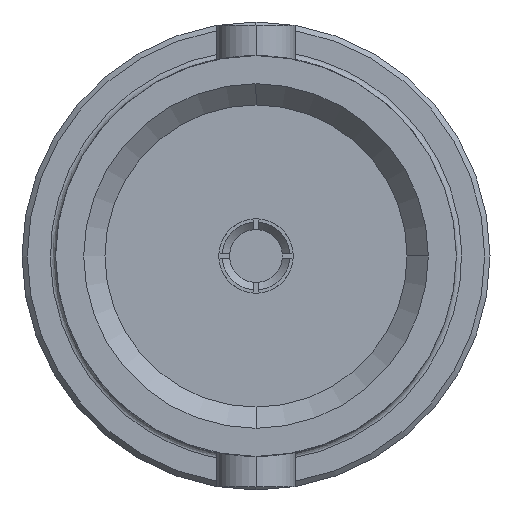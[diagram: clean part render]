
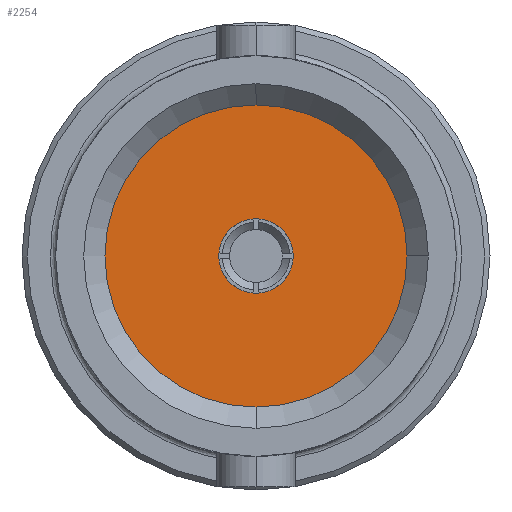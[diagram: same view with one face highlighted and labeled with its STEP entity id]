
A CAD part, left-side view. The second image highlights one B-rep face of the part: STEP entity #2254.
In plain terms, the highlighted planar face has unit normal (-1, 0, 0).
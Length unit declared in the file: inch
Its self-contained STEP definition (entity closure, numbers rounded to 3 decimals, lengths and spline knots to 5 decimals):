
#182 = DIRECTION ( 'NONE',  ( 1., 0., 0. ) ) ;
#230 = VERTEX_POINT ( 'NONE', #1086 ) ;
#326 = CIRCLE ( 'NONE', #1998, 0.1425 ) ;
#331 = DIRECTION ( 'NONE',  ( 0., -1., 0. ) ) ;
#380 = ORIENTED_EDGE ( 'NONE', *, *, #1880, .T. ) ;
#387 = CARTESIAN_POINT ( 'NONE',  ( 1.20527, 0., -0.1425 ) ) ;
#473 = CARTESIAN_POINT ( 'NONE',  ( 1.20527, 0., -0.035 ) ) ;
#496 = DIRECTION ( 'NONE',  ( 0., -1., 0. ) ) ;
#516 = DIRECTION ( 'NONE',  ( -1., 0., 0. ) ) ;
#531 = EDGE_CURVE ( 'NONE', #1911, #602, #1647, .T. ) ;
#583 = PLANE ( 'NONE',  #1022 ) ;
#602 = VERTEX_POINT ( 'NONE', #387 ) ;
#654 = CARTESIAN_POINT ( 'NONE',  ( 1.20527, 0., 0. ) ) ;
#716 = ORIENTED_EDGE ( 'NONE', *, *, #531, .T. ) ;
#806 = DIRECTION ( 'NONE',  ( -1., 0., 0. ) ) ;
#826 = CARTESIAN_POINT ( 'NONE',  ( 1.20527, 0., 0. ) ) ;
#833 = AXIS2_PLACEMENT_3D ( 'NONE', #1206, #2260, #3282 ) ;
#870 = FACE_BOUND ( 'NONE', #4098, .T. ) ;
#1022 = AXIS2_PLACEMENT_3D ( 'NONE', #2880, #516, #2554 ) ;
#1060 = DIRECTION ( 'NONE',  ( 0., 1., 0. ) ) ;
#1086 = CARTESIAN_POINT ( 'NONE',  ( 1.20527, 0.035, 0. ) ) ;
#1113 = DIRECTION ( 'NONE',  ( 0., -1., 0. ) ) ;
#1122 = CARTESIAN_POINT ( 'NONE',  ( 1.20527, 0., 0. ) ) ;
#1206 = CARTESIAN_POINT ( 'NONE',  ( 1.20527, 0., 0. ) ) ;
#1292 = AXIS2_PLACEMENT_3D ( 'NONE', #654, #1989, #331 ) ;
#1355 = ORIENTED_EDGE ( 'NONE', *, *, #3475, .T. ) ;
#1416 = DIRECTION ( 'NONE',  ( 1., 0., 0. ) ) ;
#1461 = ORIENTED_EDGE ( 'NONE', *, *, #2348, .T. ) ;
#1462 = CARTESIAN_POINT ( 'NONE',  ( 1.20527, 0., 0.035 ) ) ;
#1521 = DIRECTION ( 'NONE',  ( 0., 1., 0. ) ) ;
#1647 = CIRCLE ( 'NONE', #1292, 0.1425 ) ;
#1658 = AXIS2_PLACEMENT_3D ( 'NONE', #3350, #1416, #1060 ) ;
#1880 = EDGE_CURVE ( 'NONE', #2763, #1911, #326, .T. ) ;
#1911 = VERTEX_POINT ( 'NONE', #2425 ) ;
#1989 = DIRECTION ( 'NONE',  ( -1., 0., 0. ) ) ;
#1998 = AXIS2_PLACEMENT_3D ( 'NONE', #2797, #806, #1113 ) ;
#2042 = CARTESIAN_POINT ( 'NONE',  ( 1.20527, -0.1425, 0. ) ) ;
#2162 = DIRECTION ( 'NONE',  ( -1., 0., 0. ) ) ;
#2254 = ADVANCED_FACE ( 'NONE', ( #2860, #870 ), #583, .T. ) ;
#2260 = DIRECTION ( 'NONE',  ( 1., 0., 0. ) ) ;
#2348 = EDGE_CURVE ( 'NONE', #602, #2763, #2773, .T. ) ;
#2368 = AXIS2_PLACEMENT_3D ( 'NONE', #1122, #182, #1521 ) ;
#2425 = CARTESIAN_POINT ( 'NONE',  ( 1.20527, 0., 0.1425 ) ) ;
#2554 = DIRECTION ( 'NONE',  ( 0., -1., 0. ) ) ;
#2570 = CIRCLE ( 'NONE', #1658, 0.035 ) ;
#2571 = EDGE_CURVE ( 'NONE', #230, #2842, #2570, .T. ) ;
#2763 = VERTEX_POINT ( 'NONE', #2042 ) ;
#2773 = CIRCLE ( 'NONE', #3819, 0.1425 ) ;
#2797 = CARTESIAN_POINT ( 'NONE',  ( 1.20527, 0., 0. ) ) ;
#2842 = VERTEX_POINT ( 'NONE', #1462 ) ;
#2849 = ORIENTED_EDGE ( 'NONE', *, *, #3363, .T. ) ;
#2860 = FACE_OUTER_BOUND ( 'NONE', #3850, .T. ) ;
#2880 = CARTESIAN_POINT ( 'NONE',  ( 1.20527, 0., 0. ) ) ;
#3252 = ORIENTED_EDGE ( 'NONE', *, *, #2571, .T. ) ;
#3282 = DIRECTION ( 'NONE',  ( 0., 1., 0. ) ) ;
#3350 = CARTESIAN_POINT ( 'NONE',  ( 1.20527, 0., 0. ) ) ;
#3363 = EDGE_CURVE ( 'NONE', #4251, #230, #3623, .T. ) ;
#3411 = CIRCLE ( 'NONE', #833, 0.035 ) ;
#3475 = EDGE_CURVE ( 'NONE', #2842, #4251, #3411, .T. ) ;
#3623 = CIRCLE ( 'NONE', #2368, 0.035 ) ;
#3819 = AXIS2_PLACEMENT_3D ( 'NONE', #826, #2162, #496 ) ;
#3850 = EDGE_LOOP ( 'NONE', ( #1461, #380, #716 ) ) ;
#4098 = EDGE_LOOP ( 'NONE', ( #1355, #2849, #3252 ) ) ;
#4251 = VERTEX_POINT ( 'NONE', #473 ) ;
